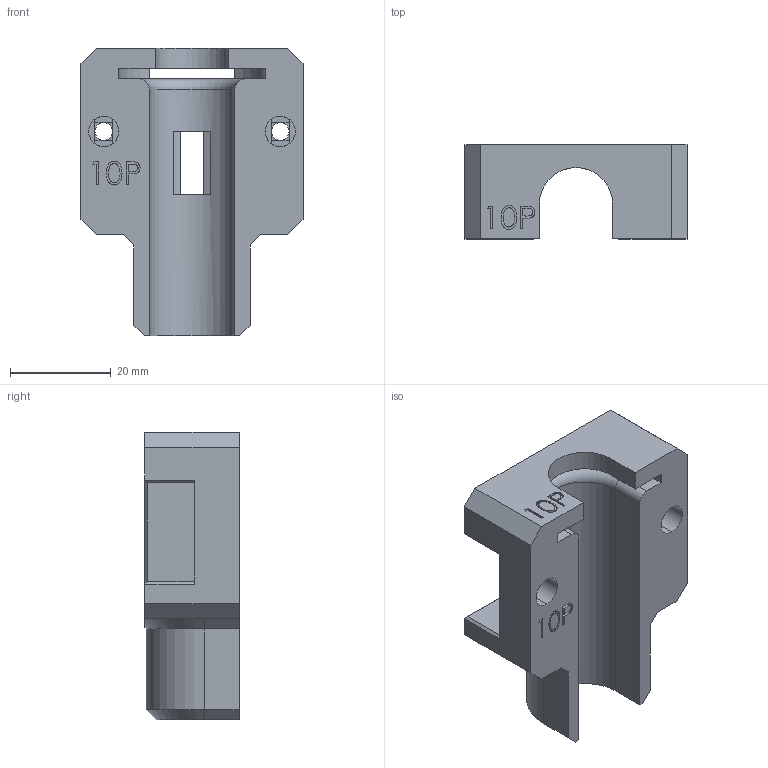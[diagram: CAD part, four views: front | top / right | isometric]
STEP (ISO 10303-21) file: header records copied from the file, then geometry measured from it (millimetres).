
FILE_DESCRIPTION (( 'STEP AP214' ), '1' );
FILE_NAME ('10mL Plastic Holder v1.3.STEP', '2024-12-03T16:12:31', ( '' ), ( '' ), 'SwSTEP 2.0', 'SolidWorks 2024', '' );
FILE_SCHEMA (( 'AUTOMOTIVE_DESIGN' ));
Length unit declared in the file: millimetre
Products named in the file (1): 10mL Plastic Holder v1.3
Bounding box: 44 x 18.68 x 57 mm (x, y, z)
Volume: 19155.7 mm3; surface area: 9520.6 mm2
Topology: 1 solids, 1 shells, 166 faces, 439 edges, 284 vertices
Faces by surface type: plane 116, bspline 30, cylinder 17, cone 2, torus 1
Entity records: 7205 total; most frequent: CARTESIAN_POINT 3227, ORIENTED_EDGE 878, DIRECTION 702, EDGE_CURVE 439, LINE 324, VECTOR 324, VERTEX_POINT 284, AXIS2_PLACEMENT_3D 189
